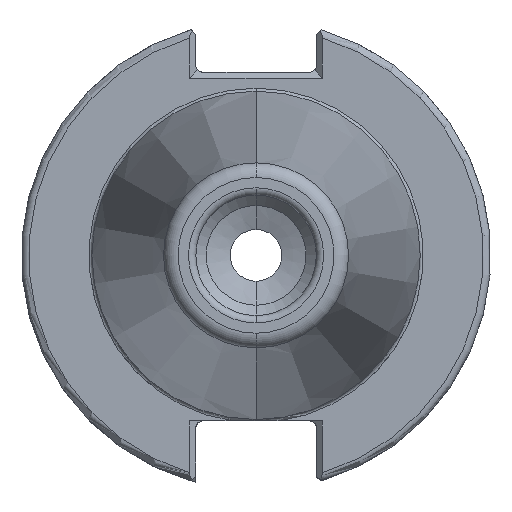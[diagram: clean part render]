
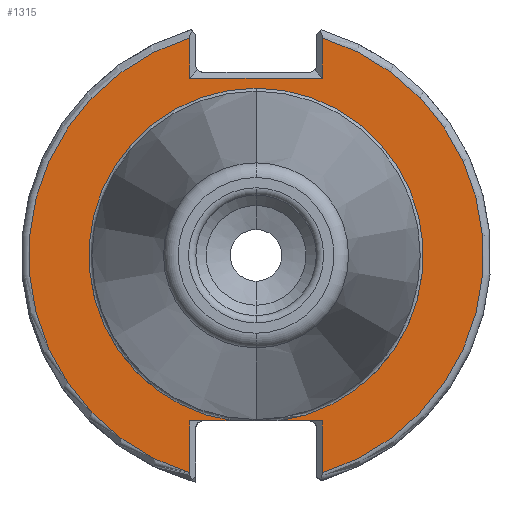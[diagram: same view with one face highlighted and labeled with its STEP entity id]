
A CAD part, left-side view. The second image highlights one B-rep face of the part: STEP entity #1315.
In plain terms, the highlighted planar face has unit normal (-1, 0, 0).
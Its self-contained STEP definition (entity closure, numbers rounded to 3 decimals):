
#42 = EDGE_CURVE ( 'NONE', #3110, #5212, #2784, .T. ) ;
#62 = ORIENTED_EDGE ( 'NONE', *, *, #2661, .T. ) ;
#93 = DIRECTION ( 'NONE',  ( 0., -1., 0. ) ) ;
#155 = VECTOR ( 'NONE', #763, 1000. ) ;
#270 = CARTESIAN_POINT ( 'NONE',  ( -76.82, 0., 0. ) ) ;
#320 = CARTESIAN_POINT ( 'NONE',  ( -76.82, 0., 0. ) ) ;
#414 = LINE ( 'NONE', #4632, #2330 ) ;
#427 = ORIENTED_EDGE ( 'NONE', *, *, #3953, .T. ) ;
#488 = PLANE ( 'NONE',  #3762 ) ;
#515 = CARTESIAN_POINT ( 'NONE',  ( -76.82, -8.99, 24. ) ) ;
#562 = DIRECTION ( 'NONE',  ( 1., 0., 0. ) ) ;
#588 = DIRECTION ( 'NONE',  ( 0., 0., -1. ) ) ;
#612 = DIRECTION ( 'NONE',  ( -1., 0., 0. ) ) ;
#637 = ORIENTED_EDGE ( 'NONE', *, *, #2898, .T. ) ;
#652 = DIRECTION ( 'NONE',  ( 0., 0., -1. ) ) ;
#763 = DIRECTION ( 'NONE',  ( 0., 1., 0. ) ) ;
#811 = CARTESIAN_POINT ( 'NONE',  ( -76.82, 8.99, -29.433 ) ) ;
#825 = DIRECTION ( 'NONE',  ( -1., 0., 0. ) ) ;
#852 = AXIS2_PLACEMENT_3D ( 'NONE', #4774, #4369, #4722 ) ;
#873 = CARTESIAN_POINT ( 'NONE',  ( -76.82, -8.99, 24.8 ) ) ;
#919 = EDGE_CURVE ( 'NONE', #4221, #3110, #3389, .T. ) ;
#949 = AXIS2_PLACEMENT_3D ( 'NONE', #320, #612, #588 ) ;
#950 = EDGE_CURVE ( 'NONE', #3707, #3591, #4086, .T. ) ;
#976 = CARTESIAN_POINT ( 'NONE',  ( -76.82, 0., 0. ) ) ;
#1046 = DIRECTION ( 'NONE',  ( 0., 0., -1. ) ) ;
#1084 = LINE ( 'NONE', #873, #4267 ) ;
#1219 = EDGE_CURVE ( 'NONE', #5212, #2577, #1461, .T. ) ;
#1315 = ADVANCED_FACE ( 'NONE', ( #3199 ), #488, .F. ) ;
#1327 = VECTOR ( 'NONE', #2549, 1000. ) ;
#1379 = ORIENTED_EDGE ( 'NONE', *, *, #1943, .T. ) ;
#1381 = ORIENTED_EDGE ( 'NONE', *, *, #3917, .T. ) ;
#1426 = CARTESIAN_POINT ( 'NONE',  ( -76.82, -8.99, 29.433 ) ) ;
#1461 = LINE ( 'NONE', #2540, #3569 ) ;
#1525 = DIRECTION ( 'NONE',  ( 0., 0., 1. ) ) ;
#1572 = VECTOR ( 'NONE', #3417, 1000. ) ;
#1641 = ORIENTED_EDGE ( 'NONE', *, *, #950, .F. ) ;
#1649 = CARTESIAN_POINT ( 'NONE',  ( -76.82, 0., 22.625 ) ) ;
#1678 = AXIS2_PLACEMENT_3D ( 'NONE', #3206, #825, #3599 ) ;
#1830 = VECTOR ( 'NONE', #1525, 1000. ) ;
#1872 = CARTESIAN_POINT ( 'NONE',  ( -76.82, -8.19, -22.41 ) ) ;
#1943 = EDGE_CURVE ( 'NONE', #3707, #3668, #2653, .T. ) ;
#1944 = VERTEX_POINT ( 'NONE', #1426 ) ;
#1949 = ORIENTED_EDGE ( 'NONE', *, *, #42, .T. ) ;
#1978 = CARTESIAN_POINT ( 'NONE',  ( -76.82, 0., 24. ) ) ;
#2023 = CARTESIAN_POINT ( 'NONE',  ( -76.82, 8.99, 0. ) ) ;
#2066 = CARTESIAN_POINT ( 'NONE',  ( -76.82, 8.99, -22.41 ) ) ;
#2095 = VERTEX_POINT ( 'NONE', #3178 ) ;
#2188 = EDGE_CURVE ( 'NONE', #3591, #2577, #3752, .T. ) ;
#2262 = LINE ( 'NONE', #4963, #1327 ) ;
#2330 = VECTOR ( 'NONE', #1046, 1000. ) ;
#2540 = CARTESIAN_POINT ( 'NONE',  ( -76.82, -8.19, -22.41 ) ) ;
#2549 = DIRECTION ( 'NONE',  ( 0., 0., 1. ) ) ;
#2577 = VERTEX_POINT ( 'NONE', #3981 ) ;
#2653 = LINE ( 'NONE', #1872, #1572 ) ;
#2658 = CARTESIAN_POINT ( 'NONE',  ( -76.82, 8.99, 29.433 ) ) ;
#2661 = EDGE_CURVE ( 'NONE', #1944, #4101, #1084, .T. ) ;
#2742 = ORIENTED_EDGE ( 'NONE', *, *, #2188, .F. ) ;
#2784 = LINE ( 'NONE', #2023, #1830 ) ;
#2860 = ORIENTED_EDGE ( 'NONE', *, *, #3678, .T. ) ;
#2898 = EDGE_CURVE ( 'NONE', #3668, #2095, #414, .T. ) ;
#2916 = CARTESIAN_POINT ( 'NONE',  ( -76.82, -8.99, -22.41 ) ) ;
#2949 = CARTESIAN_POINT ( 'NONE',  ( -76.82, -3.112, -22.41 ) ) ;
#3110 = VERTEX_POINT ( 'NONE', #811 ) ;
#3178 = CARTESIAN_POINT ( 'NONE',  ( -76.82, -8.99, -29.433 ) ) ;
#3199 = FACE_OUTER_BOUND ( 'NONE', #4178, .T. ) ;
#3206 = CARTESIAN_POINT ( 'NONE',  ( -76.82, 0., 0. ) ) ;
#3368 = LINE ( 'NONE', #1978, #155 ) ;
#3389 = CIRCLE ( 'NONE', #949, 30.775 ) ;
#3417 = DIRECTION ( 'NONE',  ( 0., -1., 0. ) ) ;
#3510 = AXIS2_PLACEMENT_3D ( 'NONE', #270, #4156, #4301 ) ;
#3569 = VECTOR ( 'NONE', #93, 1000. ) ;
#3591 = VERTEX_POINT ( 'NONE', #1649 ) ;
#3599 = DIRECTION ( 'NONE',  ( 0., 0., -1. ) ) ;
#3668 = VERTEX_POINT ( 'NONE', #2916 ) ;
#3678 = EDGE_CURVE ( 'NONE', #4108, #4221, #2262, .T. ) ;
#3707 = VERTEX_POINT ( 'NONE', #2949 ) ;
#3722 = ORIENTED_EDGE ( 'NONE', *, *, #1219, .T. ) ;
#3752 = CIRCLE ( 'NONE', #3510, 22.625 ) ;
#3762 = AXIS2_PLACEMENT_3D ( 'NONE', #976, #562, #652 ) ;
#3917 = EDGE_CURVE ( 'NONE', #4101, #4108, #3368, .T. ) ;
#3953 = EDGE_CURVE ( 'NONE', #2095, #1944, #4309, .T. ) ;
#3981 = CARTESIAN_POINT ( 'NONE',  ( -76.82, 3.112, -22.41 ) ) ;
#4061 = DIRECTION ( 'NONE',  ( 0., 0., -1. ) ) ;
#4086 = CIRCLE ( 'NONE', #852, 22.625 ) ;
#4101 = VERTEX_POINT ( 'NONE', #515 ) ;
#4108 = VERTEX_POINT ( 'NONE', #4996 ) ;
#4156 = DIRECTION ( 'NONE',  ( -1., 0., 0. ) ) ;
#4178 = EDGE_LOOP ( 'NONE', ( #2860, #4748, #1949, #3722, #2742, #1641, #1379, #637, #427, #62, #1381 ) ) ;
#4221 = VERTEX_POINT ( 'NONE', #2658 ) ;
#4267 = VECTOR ( 'NONE', #4061, 1000. ) ;
#4301 = DIRECTION ( 'NONE',  ( 0., 0., 1. ) ) ;
#4309 = CIRCLE ( 'NONE', #1678, 30.775 ) ;
#4369 = DIRECTION ( 'NONE',  ( -1., 0., 0. ) ) ;
#4632 = CARTESIAN_POINT ( 'NONE',  ( -76.82, -8.99, 0. ) ) ;
#4722 = DIRECTION ( 'NONE',  ( 0., 0., 1. ) ) ;
#4748 = ORIENTED_EDGE ( 'NONE', *, *, #919, .T. ) ;
#4774 = CARTESIAN_POINT ( 'NONE',  ( -76.82, 0., 0. ) ) ;
#4963 = CARTESIAN_POINT ( 'NONE',  ( -76.82, 8.99, 30.701 ) ) ;
#4996 = CARTESIAN_POINT ( 'NONE',  ( -76.82, 8.99, 24. ) ) ;
#5212 = VERTEX_POINT ( 'NONE', #2066 ) ;
